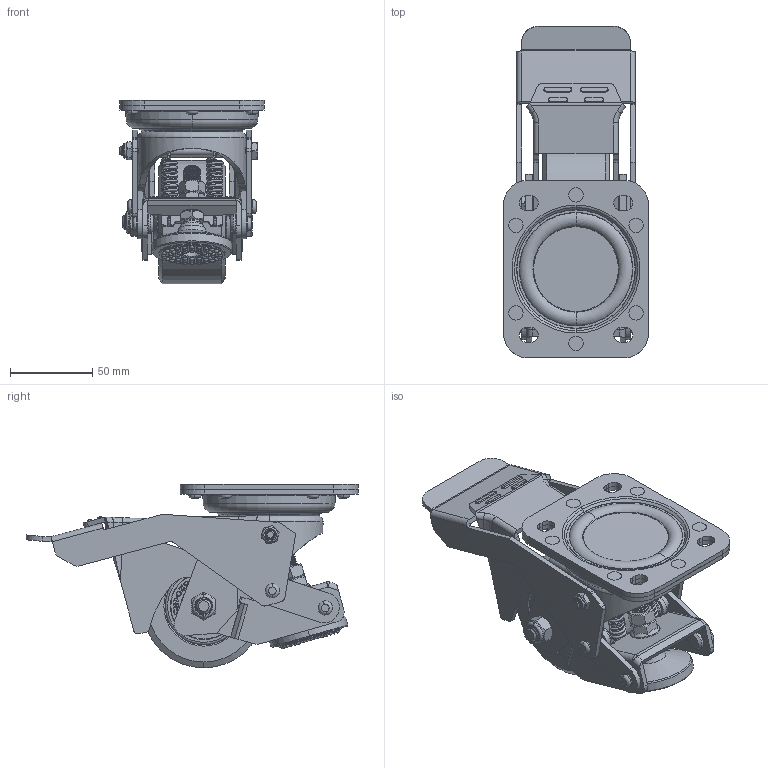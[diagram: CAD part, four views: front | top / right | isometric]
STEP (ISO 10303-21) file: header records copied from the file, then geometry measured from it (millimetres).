
FILE_DESCRIPTION (( 'STEP AP214' ), '1' );
FILE_NAME ('0047046.step', '2021-11-03T09:17:08', ( '' ), ( '' ), 'SwSTEP 2.0', 'SolidWorks 2020', '' );
FILE_SCHEMA (( 'AUTOMOTIVE_DESIGN' ));
Length unit declared in the file: millimetre
Products named in the file (1): 0047046
Bounding box: 88 x 201.74 x 111.61 mm (x, y, z)
Volume: 399396 mm3; surface area: 216998 mm2
Topology: 125 solids, 125 shells, 2390 faces, 6455 edges, 4193 vertices
Faces by surface type: cylinder 697, plane 625, bspline 459, sphere 290, cone 198, torus 121
Entity records: 121748 total; most frequent: CARTESIAN_POINT 67394, ORIENTED_EDGE 11622, DIRECTION 9716, EDGE_CURVE 5811, VERTEX_POINT 3829, AXIS2_PLACEMENT_3D 3647, EDGE_LOOP 2676, LINE 2422
